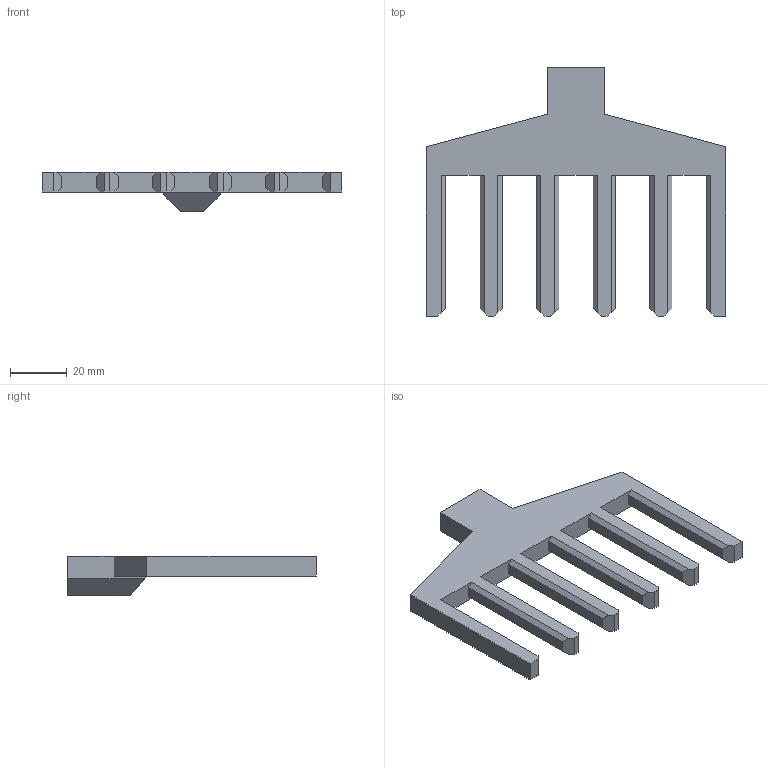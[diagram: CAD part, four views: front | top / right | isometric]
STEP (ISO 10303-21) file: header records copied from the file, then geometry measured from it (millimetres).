
FILE_DESCRIPTION(('FreeCAD Model'),'2;1');
FILE_NAME('Open CASCADE Shape Model','2025-09-20T21:56:58',(''),(''), 'Open CASCADE STEP processor 7.8','FreeCAD','Unknown');
FILE_SCHEMA(('AUTOMOTIVE_DESIGN { 1 0 10303 214 1 1 1 1 }'));
Length unit declared in the file: millimetre
Products named in the file (1): GiggaDork 1C
Bounding box: 106 x 88 x 14 mm (x, y, z)
Volume: 30038.2 mm3; surface area: 15025.2 mm2
Topology: 1 solids, 1 shells, 268 faces, 743 edges, 495 vertices
Faces by surface type: extrusion 172, plane 92, cylinder 4
Entity records: 22837 total; most frequent: CARTESIAN_POINT 9488, DIRECTION 1742, VECTOR 1528, ORIENTED_EDGE 1486, PCURVE 1486, DEFINITIONAL_REPRESENTATION 1486, LINE 1356, B_SPLINE_CURVE_WITH_KNOTS 1029
